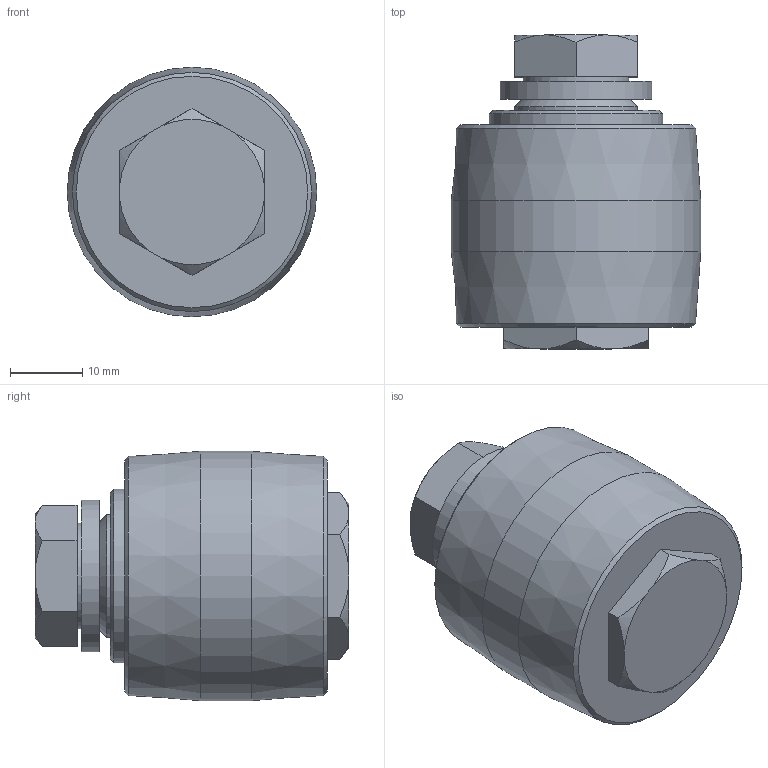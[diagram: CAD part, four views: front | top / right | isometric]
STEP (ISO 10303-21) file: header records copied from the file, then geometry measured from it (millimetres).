
FILE_DESCRIPTION(/* description */ ('235-35 - OLIVA '),/* implementation_level */ '2;1');
FILE_NAME(/* name */ '11302005 001.stp',/* time_stamp */ '2023-03-06T08:28:37+01:00',/* author */ ('gcocco'),/* organization */ (''),/* preprocessor_version */ 'ST-DEVELOPER v17.2',/* originating_system */ 'Autodesk Inventor 2019',/* authorisation */ '');
FILE_SCHEMA (('AUTOMOTIVE_DESIGN { 1 0 10303 214 3 1 1 }'));
Length unit declared in the file: millimetre
Products named in the file (5): 11302005  001; 23801101; 21504504; 22500501  001; 23000124  001
Assembly tree (4 placements, depth 2):
  11302005  001
    23801101
    21504504
    22500501  001
    23000124  001
Bounding box: 34.5 x 43.4 x 34.5 mm (x, y, z)
Volume: 29172.1 mm3; surface area: 11073.3 mm2
Topology: 4 solids, 4 shells, 82 faces, 203 edges, 137 vertices
Faces by surface type: plane 48, cone 21, cylinder 13
Full cylindrical faces by diameter (mm): 8.376 x1, 10 x1, 10.5 x1, 14.63 x1, 17 x1, 18 x1, 21 x1, 24 x1, 34.5 x1
Entity records: 2634 total; most frequent: CARTESIAN_POINT 478, DIRECTION 420, ORIENTED_EDGE 404, EDGE_CURVE 202, AXIS2_PLACEMENT_3D 151, VERTEX_POINT 137, LINE 118, VECTOR 118
